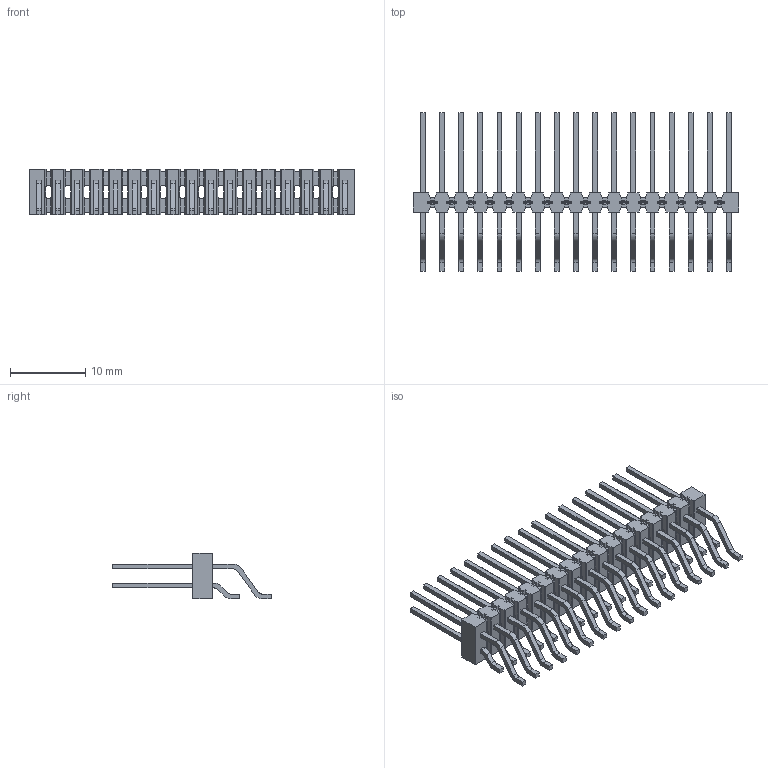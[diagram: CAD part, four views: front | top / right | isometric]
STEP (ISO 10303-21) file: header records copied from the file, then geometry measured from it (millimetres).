
FILE_DESCRIPTION(('FreeCAD Model'),'2;1');
FILE_NAME('Open CASCADE Shape Model','2025-02-20T15:21:49',(''),(''), 'Open CASCADE STEP processor 7.8','FreeCAD','Unknown');
FILE_SCHEMA(('AUTOMOTIVE_DESIGN { 1 0 10303 214 1 1 1 1 }'));
Length unit declared in the file: millimetre
Products named in the file (4): TSM-117-03-L-DH-P-TR_(pad hidden); TSM-117-03-DH_body; T-1S6-09-L(-03-17-DH); T-1S6-09-L(-03-17-DH)2
Assembly tree (3 placements, depth 2):
  TSM-117-03-L-DH-P-TR_(pad hidden)
    TSM-117-03-DH_body
    T-1S6-09-L(-03-17-DH)
    T-1S6-09-L(-03-17-DH)2
Bounding box: 43.18 x 21.08 x 6.1 mm (x, y, z)
Volume: 757.6 mm3; surface area: 3410.2 mm2
Topology: 3 solids, 3 shells, 1758 faces, 5020 edges, 3304 vertices
Faces by surface type: plane 1558, cylinder 200
Entity records: 56721 total; most frequent: CARTESIAN_POINT 10086, ORIENTED_EDGE 10040, DIRECTION 8944, EDGE_CURVE 5020, LINE 4620, VECTOR 4620, VERTEX_POINT 3304, AXIS2_PLACEMENT_3D 2162
